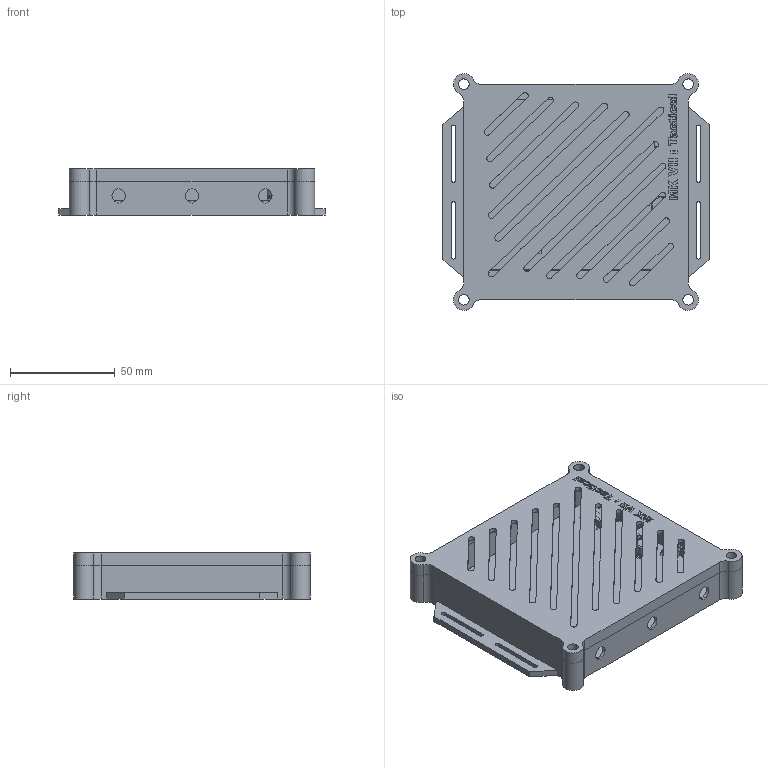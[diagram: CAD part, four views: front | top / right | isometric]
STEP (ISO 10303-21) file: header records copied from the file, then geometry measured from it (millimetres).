
FILE_DESCRIPTION(/* description */ (''),/* implementation_level */ '2;1');
FILE_NAME(/* name */ 'tactical v17.step',/* time_stamp */ '2021-08-02T11:56:12-04:00',/* author */ (''),/* organization */ (''),/* preprocessor_version */ 'ST-DEVELOPER v18.1',/* originating_system */ 'Autodesk Translation Framework v10.9.0.1377',/* authorisation */ '');
FILE_SCHEMA (('AUTOMOTIVE_DESIGN { 1 0 10303 214 3 1 1 }'));
Length unit declared in the file: millimetre
Products named in the file (9): tactical; mk7 pcb v12; MK7 PCB; PinHeader_1x04_P2.54mm_Vertical; CP_Elec_8x6.5; SW_Tactile_SPST_Angled_PTS645Vx31-2LFS; 1054500101; 482580002; tactical_1
Assembly tree (8 placements, depth 4):
  tactical
    mk7 pcb v12
      MK7 PCB
        PinHeader_1x04_P2.54mm_Vertical
        CP_Elec_8x6.5
        SW_Tactile_SPST_Angled_PTS645Vx31-2LFS
        1054500101
        482580002
    tactical_1
Bounding box: 127.04 x 112.93 x 22 mm (x, y, z)
Volume: 75494.5 mm3; surface area: 85561.4 mm2
Topology: 8 solids, 8 shells, 1710 faces, 4777 edges, 3125 vertices
Faces by surface type: plane 1143, cylinder 412, bspline 123, torus 13, cone 11, sphere 8
Full cylindrical faces by diameter (mm): 0.8 x4, 1 x6, 1.2 x2, 3 x8, 3.14 x1, 3.5 x1, 5 x8, 5.94 x1, 7 x8, 8 x2
Entity records: 56690 total; most frequent: CARTESIAN_POINT 11980, ORIENTED_EDGE 9546, DIRECTION 8635, EDGE_CURVE 4773, LINE 3627, VECTOR 3627, VERTEX_POINT 3125, AXIS2_PLACEMENT_3D 2504
